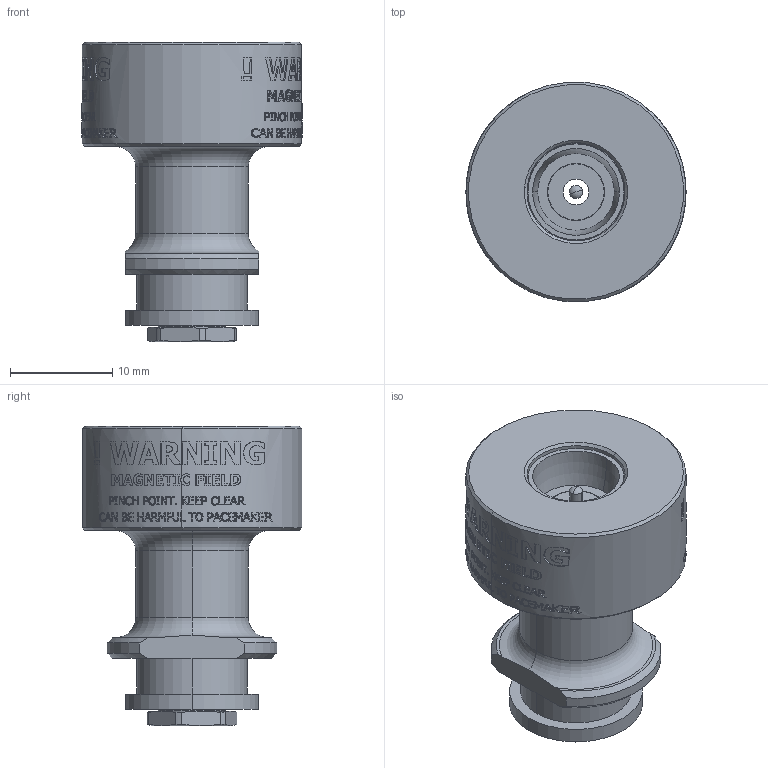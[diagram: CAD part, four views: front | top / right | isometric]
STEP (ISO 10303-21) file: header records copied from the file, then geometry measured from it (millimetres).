
FILE_DESCRIPTION (( 'STEP AP214' ), '1' );
FILE_NAME ('99M-002-1-H3-AH.STEP', '2024-12-12T13:08:19', ( '' ), ( '' ), 'SwSTEP 2.0', 'SolidWorks 2024', '' );
FILE_SCHEMA (( 'AUTOMOTIVE_DESIGN' ));
Products named in the file (1): 99M-002-1-H3-AH
Bounding box: 21.5 x 21.43 x 29.31 mm (x, y, z)
Surface area: 3561.8 mm2 (no closed solid volume)
Topology: 0 solids, 8 shells, 1567 faces, 5166 edges, 3503 vertices
Faces by surface type: plane 941, bspline 345, cylinder 248, cone 23, torus 8, sphere 2
Entity records: 68770 total; most frequent: CARTESIAN_POINT 27274, ORIENTED_EDGE 8949, DIRECTION 7508, EDGE_CURVE 5166, VERTEX_POINT 3503, VECTOR 2522, LINE 2522, AXIS2_PLACEMENT_3D 2493
